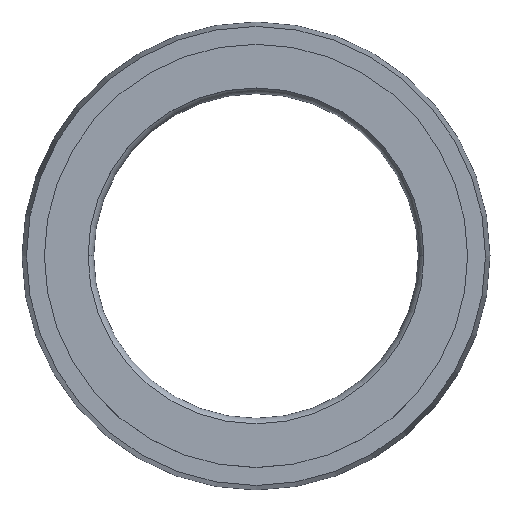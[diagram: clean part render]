
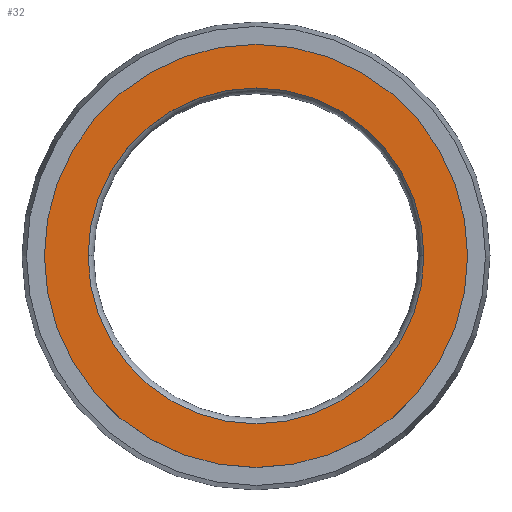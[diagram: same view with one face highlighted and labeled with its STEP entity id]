
A CAD part, top view. The second image highlights one B-rep face of the part: STEP entity #32.
In plain terms, the highlighted planar face has unit normal (0, 0, 1).
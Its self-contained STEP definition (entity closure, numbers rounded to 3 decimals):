
#32 = ADVANCED_FACE ( 'NONE', ( #572, #201 ), #143, .F. ) ;
#42 = AXIS2_PLACEMENT_3D ( 'NONE', #60, #353, #517 ) ;
#51 = DIRECTION ( 'NONE',  ( 1., 0., 0. ) ) ;
#60 = CARTESIAN_POINT ( 'NONE',  ( 0., 0., 0. ) ) ;
#65 = AXIS2_PLACEMENT_3D ( 'NONE', #88, #165, #169 ) ;
#88 = CARTESIAN_POINT ( 'NONE',  ( 0., 0., 0. ) ) ;
#121 = ORIENTED_EDGE ( 'NONE', *, *, #581, .T. ) ;
#136 = VERTEX_POINT ( 'NONE', #443 ) ;
#143 = PLANE ( 'NONE',  #402 ) ;
#164 = DIRECTION ( 'NONE',  ( 0., 0., 1. ) ) ;
#165 = DIRECTION ( 'NONE',  ( 0., 0., 1. ) ) ;
#168 = VERTEX_POINT ( 'NONE', #455 ) ;
#169 = DIRECTION ( 'NONE',  ( 1., 0., 0. ) ) ;
#190 = ORIENTED_EDGE ( 'NONE', *, *, #195, .F. ) ;
#194 = DIRECTION ( 'NONE',  ( 0., 0., 1. ) ) ;
#195 = EDGE_CURVE ( 'NONE', #168, #640, #551, .T. ) ;
#201 = FACE_OUTER_BOUND ( 'NONE', #403, .T. ) ;
#203 = CARTESIAN_POINT ( 'NONE',  ( 9.45, 0., 0. ) ) ;
#240 = CARTESIAN_POINT ( 'NONE',  ( 0., 0., 0. ) ) ;
#290 = ORIENTED_EDGE ( 'NONE', *, *, #638, .T. ) ;
#308 = DIRECTION ( 'NONE',  ( 1., 0., 0. ) ) ;
#317 = CIRCLE ( 'NONE', #42, 9.45 ) ;
#321 = EDGE_CURVE ( 'NONE', #640, #168, #422, .T. ) ;
#323 = DIRECTION ( 'NONE',  ( -1., 0., 0. ) ) ;
#336 = AXIS2_PLACEMENT_3D ( 'NONE', #385, #194, #51 ) ;
#353 = DIRECTION ( 'NONE',  ( 0., 0., 1. ) ) ;
#385 = CARTESIAN_POINT ( 'NONE',  ( 0., 0., 0. ) ) ;
#402 = AXIS2_PLACEMENT_3D ( 'NONE', #240, #605, #323 ) ;
#403 = EDGE_LOOP ( 'NONE', ( #290, #121 ) ) ;
#422 = CIRCLE ( 'NONE', #336, 7.5 ) ;
#443 = CARTESIAN_POINT ( 'NONE',  ( -9.45, 0., 0. ) ) ;
#455 = CARTESIAN_POINT ( 'NONE',  ( 7.5, 0., 0. ) ) ;
#465 = CARTESIAN_POINT ( 'NONE',  ( 0., 0., 0. ) ) ;
#468 = AXIS2_PLACEMENT_3D ( 'NONE', #465, #164, #308 ) ;
#512 = VERTEX_POINT ( 'NONE', #203 ) ;
#517 = DIRECTION ( 'NONE',  ( 1., 0., 0. ) ) ;
#520 = CARTESIAN_POINT ( 'NONE',  ( -7.5, 0., 0. ) ) ;
#551 = CIRCLE ( 'NONE', #468, 7.5 ) ;
#564 = EDGE_LOOP ( 'NONE', ( #190, #639 ) ) ;
#572 = FACE_BOUND ( 'NONE', #564, .T. ) ;
#581 = EDGE_CURVE ( 'NONE', #136, #512, #642, .T. ) ;
#605 = DIRECTION ( 'NONE',  ( 0., 0., -1. ) ) ;
#638 = EDGE_CURVE ( 'NONE', #512, #136, #317, .T. ) ;
#639 = ORIENTED_EDGE ( 'NONE', *, *, #321, .F. ) ;
#640 = VERTEX_POINT ( 'NONE', #520 ) ;
#642 = CIRCLE ( 'NONE', #65, 9.45 ) ;
